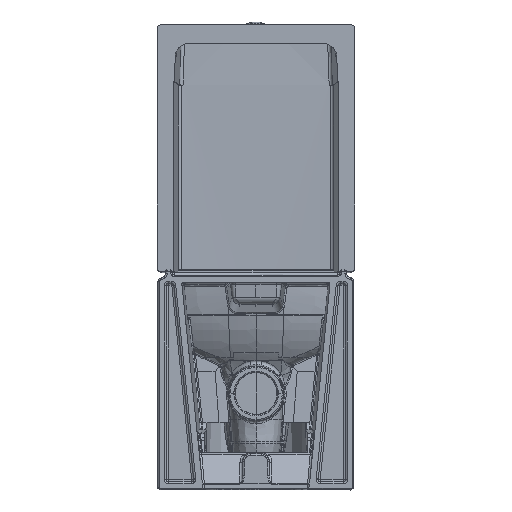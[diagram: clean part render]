
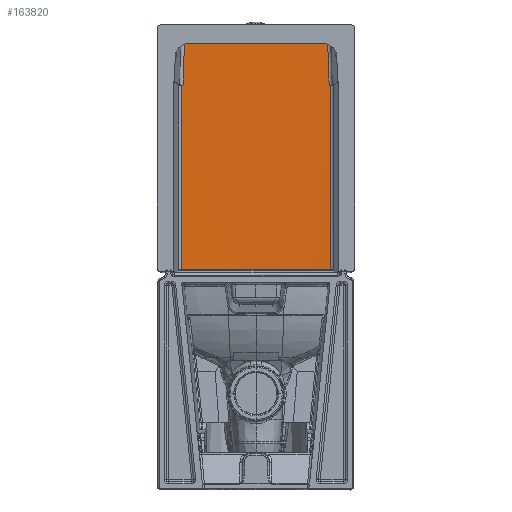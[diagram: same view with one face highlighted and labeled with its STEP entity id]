
A CAD part, left-side view. The second image highlights one B-rep face of the part: STEP entity #163820.
In plain terms, the highlighted cylindrical face has radius 3933.74 mm (diameter 7867.49 mm), a partial arc.
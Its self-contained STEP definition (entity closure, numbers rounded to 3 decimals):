
#163649=CARTESIAN_POINT('',(-124.616,133.896,459.9));
#163650=VERTEX_POINT('',#163649);
#163717=CARTESIAN_POINT('',(-124.504,137.169,366.888));
#163718=VERTEX_POINT('',#163717);
#163719=CARTESIAN_POINT('',(-124.616,133.896,459.9));
#163720=CARTESIAN_POINT('',(-124.594,134.55,441.298));
#163721=CARTESIAN_POINT('',(-124.572,135.205,422.695));
#163722=CARTESIAN_POINT('',(-124.549,135.86,404.093));
#163723=CARTESIAN_POINT('',(-124.526,136.515,385.491));
#163724=CARTESIAN_POINT('',(-124.504,137.169,366.888));
#163725=B_SPLINE_CURVE_WITH_KNOTS('',5,(#163719,#163720,#163721,#163722,#163723,#163724),.UNSPECIFIED.,.F.,.U.,(6,6),(125.872,257.492),.UNSPECIFIED.);
#163726=EDGE_CURVE('',#163718,#163650,#163725,.F.);
#163744=CARTESIAN_POINT('',(3806.847,0.,240.5));
#163745=DIRECTION('',(0.0,0.0,1.0));
#163746=DIRECTION('',(1.0,0.0,0.0));
#163747=AXIS2_PLACEMENT_3D('',#163744,#163745,#163746);
#163748=CYLINDRICAL_SURFACE('',#163747,3933.743);
#163749=CARTESIAN_POINT('',(-124.433,139.189,15.183));
#163750=VERTEX_POINT('',#163749);
#163751=CARTESIAN_POINT('',(-124.433,139.189,366.892));
#163752=VERTEX_POINT('',#163751);
#163753=CARTESIAN_POINT('',(-124.433,139.189,15.183));
#163754=DIRECTION('',(0.0,0.0,1.0));
#163755=VECTOR('',#163754,351.709);
#163756=LINE('',#163753,#163755);
#163757=EDGE_CURVE('',#163750,#163752,#163756,.T.);
#163758=ORIENTED_EDGE('',*,*,#163757,.T.);
#163759=CARTESIAN_POINT('',(3796.083,0.,572.355));
#163760=DIRECTION('',(-0.052,0.,0.999));
#163761=DIRECTION('',(-0.998,0.035,-0.052));
#163762=AXIS2_PLACEMENT_3D('',#163759,#163760,#163761);
#163763=CIRCLE('',#163762,3928.363);
#163764=EDGE_CURVE('',#163752,#163718,#163763,.T.);
#163765=ORIENTED_EDGE('',*,*,#163764,.T.);
#163766=ORIENTED_EDGE('',*,*,#163726,.T.);
#163767=CARTESIAN_POINT('',(-124.616,-133.896,459.9));
#163768=VERTEX_POINT('',#163767);
#163769=CARTESIAN_POINT('',(3806.847,0.,459.9));
#163770=DIRECTION('',(0.0,0.0,1.0));
#163771=DIRECTION('',(1.0,0.0,0.0));
#163772=AXIS2_PLACEMENT_3D('',#163769,#163770,#163771);
#163773=CIRCLE('',#163772,3933.743);
#163774=EDGE_CURVE('',#163768,#163650,#163773,.F.);
#163775=ORIENTED_EDGE('',*,*,#163774,.F.);
#163776=CARTESIAN_POINT('',(-124.504,-137.169,366.888));
#163777=VERTEX_POINT('',#163776);
#163778=CARTESIAN_POINT('',(-124.616,-133.896,459.9));
#163779=CARTESIAN_POINT('',(-124.579,-134.987,428.896));
#163780=CARTESIAN_POINT('',(-124.542,-136.078,397.892));
#163781=CARTESIAN_POINT('',(-124.504,-137.169,366.888));
#163782=B_SPLINE_CURVE_WITH_KNOTS('',3,(#163778,#163779,#163780,#163781),.UNSPECIFIED.,.F.,.U.,(4,4),(125.872,257.492),.UNSPECIFIED.);
#163783=EDGE_CURVE('',#163777,#163768,#163782,.F.);
#163784=ORIENTED_EDGE('',*,*,#163783,.F.);
#163785=CARTESIAN_POINT('',(-124.433,-139.189,366.892));
#163786=VERTEX_POINT('',#163785);
#163787=CARTESIAN_POINT('',(3796.083,0.,572.355));
#163788=DIRECTION('',(0.052,0.,-0.999));
#163789=DIRECTION('',(-0.998,-0.035,-0.052));
#163790=AXIS2_PLACEMENT_3D('',#163787,#163788,#163789);
#163791=CIRCLE('',#163790,3928.363);
#163792=EDGE_CURVE('',#163786,#163777,#163791,.T.);
#163793=ORIENTED_EDGE('',*,*,#163792,.F.);
#163794=CARTESIAN_POINT('',(-124.433,-139.189,15.183));
#163795=VERTEX_POINT('',#163794);
#163796=CARTESIAN_POINT('',(-124.433,-139.189,15.183));
#163797=DIRECTION('',(0.0,0.0,1.0));
#163798=VECTOR('',#163797,351.709);
#163799=LINE('',#163796,#163798);
#163800=EDGE_CURVE('',#163795,#163786,#163799,.T.);
#163801=ORIENTED_EDGE('',*,*,#163800,.F.);
#163802=CARTESIAN_POINT('',(-126.896,0.,15.157));
#163803=VERTEX_POINT('',#163802);
#163804=CARTESIAN_POINT('',(3806.847,0.,56.353));
#163805=DIRECTION('',(0.01,0.,-1.));
#163806=DIRECTION('',(1.,0.0,0.01));
#163807=AXIS2_PLACEMENT_3D('',#163804,#163805,#163806);
#163808=ELLIPSE('',#163807,3933.959,3933.743);
#163809=EDGE_CURVE('',#163795,#163803,#163808,.T.);
#163810=ORIENTED_EDGE('',*,*,#163809,.T.);
#163811=CARTESIAN_POINT('',(3806.847,0.,56.353));
#163812=DIRECTION('',(-0.01,0.,1.));
#163813=DIRECTION('',(1.,0.0,0.01));
#163814=AXIS2_PLACEMENT_3D('',#163811,#163812,#163813);
#163815=ELLIPSE('',#163814,3933.959,3933.743);
#163816=EDGE_CURVE('',#163750,#163803,#163815,.T.);
#163817=ORIENTED_EDGE('',*,*,#163816,.F.);
#163818=EDGE_LOOP('',(#163758,#163765,#163766,#163775,#163784,#163793,#163801,#163810,#163817));
#163819=FACE_OUTER_BOUND('',#163818,.T.);
#163820=ADVANCED_FACE('',(#163819),#163748,.F.);
